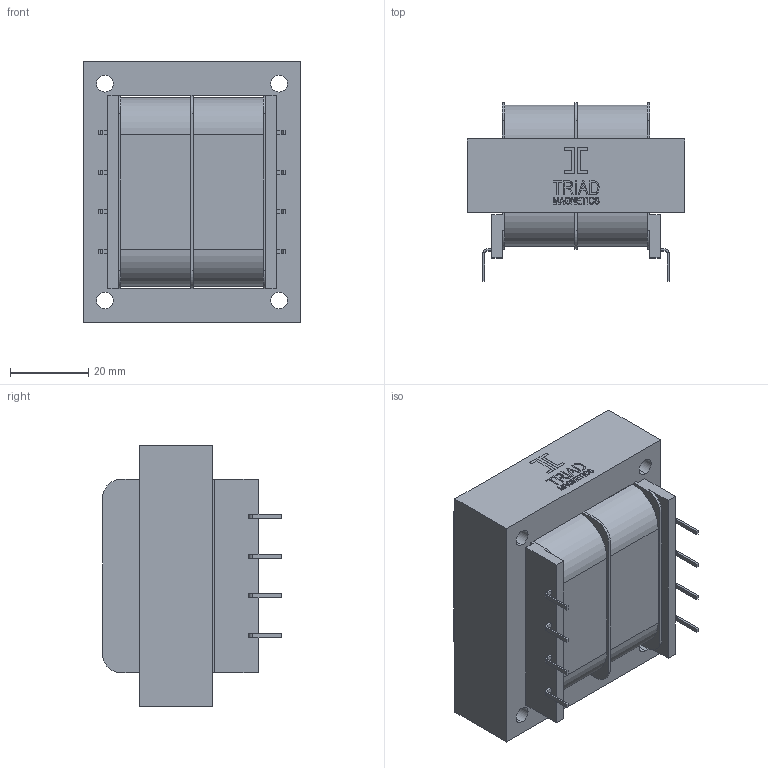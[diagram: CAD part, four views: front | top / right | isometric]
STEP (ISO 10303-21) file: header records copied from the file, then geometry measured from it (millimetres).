
FILE_DESCRIPTION (( 'STEP AP214' ), '1' );
FILE_NAME ('FS10-3600.STEP', '2014-07-09T03:30:20', ( '' ), ( '' ), 'SwSTEP 2.0', 'SolidWorks 2013', '' );
FILE_SCHEMA (( 'AUTOMOTIVE_DESIGN' ));
Length unit declared in the file: inch
Products named in the file (1): FS10-3600
Bounding box: 55.55 x 45.62 x 66.7 mm (x, y, z)
Volume: 98754.4 mm3; surface area: 22407.2 mm2
Topology: 1 solids, 1 shells, 356 faces, 978 edges, 644 vertices
Faces by surface type: plane 263, bspline 49, cylinder 44
Entity records: 18562 total; most frequent: CARTESIAN_POINT 5076, ORIENTED_EDGE 1956, DIRECTION 1584, EDGE_CURVE 978, LINE 792, VECTOR 792, VERTEX_POINT 644, EDGE_LOOP 400
